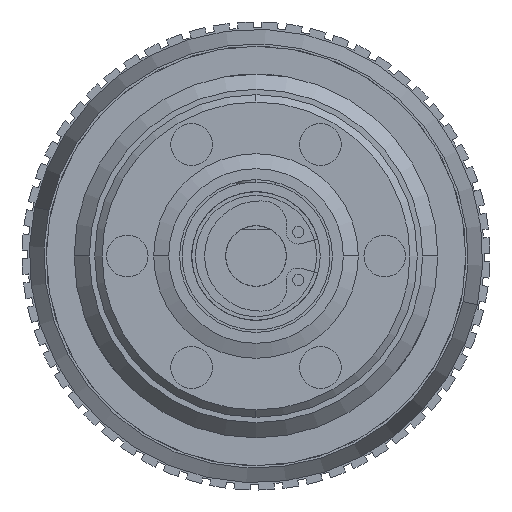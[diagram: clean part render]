
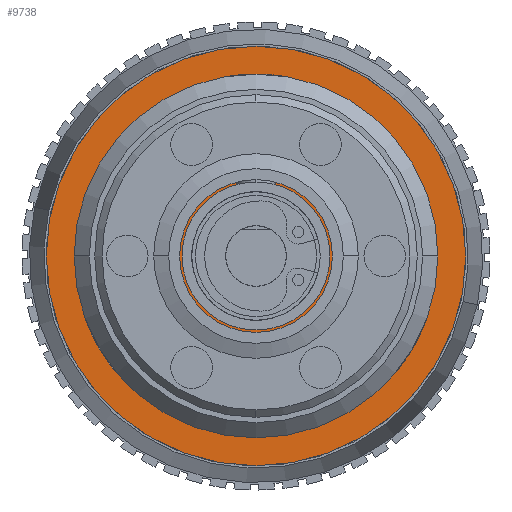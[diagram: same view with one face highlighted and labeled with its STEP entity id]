
A CAD part, front view. The second image highlights one B-rep face of the part: STEP entity #9738.
In plain terms, the highlighted planar face has unit normal (0, -1, 0).
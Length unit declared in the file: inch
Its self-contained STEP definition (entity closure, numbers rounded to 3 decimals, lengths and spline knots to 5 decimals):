
#1083 = EDGE_CURVE ( 'NONE', #24175, #24285, #15631, .T. ) ;
#1088 = EDGE_CURVE ( 'NONE', #23626, #23742, #15635, .T. ) ;
#1109 = EDGE_CURVE ( 'NONE', #24285, #24175, #15662, .T. ) ;
#1145 = EDGE_CURVE ( 'NONE', #23742, #23626, #15711, .T. ) ;
#2690 = FACE_OUTER_BOUND ( 'NONE', #14382, .T. ) ;
#2720 = FACE_BOUND ( 'NONE', #14329, .T. ) ;
#3263 = ORIENTED_EDGE ( 'NONE', *, *, #1109, .F. ) ;
#3265 = ORIENTED_EDGE ( 'NONE', *, *, #1083, .F. ) ;
#3267 = ORIENTED_EDGE ( 'NONE', *, *, #1088, .F. ) ;
#3269 = ORIENTED_EDGE ( 'NONE', *, *, #1145, .F. ) ;
#7489 = AXIS2_PLACEMENT_3D ( 'NONE', #28462, #28328, #28326 ) ;
#7494 = AXIS2_PLACEMENT_3D ( 'NONE', #28382, #28115, #28113 ) ;
#7512 = AXIS2_PLACEMENT_3D ( 'NONE', #28521, #27611, #27604 ) ;
#7544 = AXIS2_PLACEMENT_3D ( 'NONE', #27771, #28599, #28601 ) ;
#8117 = AXIS2_PLACEMENT_3D ( 'NONE', #25186, #25198, #25199 ) ;
#9738 = ADVANCED_FACE ( 'NONE', ( #2690, #2720 ), #25187, .F. ) ;
#13654 = CARTESIAN_POINT ( 'NONE',  ( -0.865, 5.90165, 0. ) ) ;
#13732 = CARTESIAN_POINT ( 'NONE',  ( 0.865, 5.90165, 0. ) ) ;
#14329 = EDGE_LOOP ( 'NONE', ( #3267, #3269 ) ) ;
#14382 = EDGE_LOOP ( 'NONE', ( #3263, #3265 ) ) ;
#15631 = CIRCLE ( 'NONE', #7489, 0.865 ) ;
#15635 = CIRCLE ( 'NONE', #7494, 0.23622 ) ;
#15662 = CIRCLE ( 'NONE', #7512, 0.865 ) ;
#15711 = CIRCLE ( 'NONE', #7544, 0.23622 ) ;
#22444 = CARTESIAN_POINT ( 'NONE',  ( 0.23622, 5.90165, 0. ) ) ;
#22591 = CARTESIAN_POINT ( 'NONE',  ( -0.23622, 5.90165, 0. ) ) ;
#23626 = VERTEX_POINT ( 'NONE', #22591 ) ;
#23742 = VERTEX_POINT ( 'NONE', #22444 ) ;
#24175 = VERTEX_POINT ( 'NONE', #13732 ) ;
#24285 = VERTEX_POINT ( 'NONE', #13654 ) ;
#25186 = CARTESIAN_POINT ( 'NONE',  ( 0., 5.90165, 0. ) ) ;
#25187 = PLANE ( 'NONE',  #8117 ) ;
#25198 = DIRECTION ( 'NONE',  ( 0., 1., 0. ) ) ;
#25199 = DIRECTION ( 'NONE',  ( -1., 0., 0. ) ) ;
#27604 = DIRECTION ( 'NONE',  ( -1., 0., 0. ) ) ;
#27611 = DIRECTION ( 'NONE',  ( 0., 1., 0. ) ) ;
#27771 = CARTESIAN_POINT ( 'NONE',  ( 0., 5.90165, 0. ) ) ;
#28113 = DIRECTION ( 'NONE',  ( -1., 0., 0. ) ) ;
#28115 = DIRECTION ( 'NONE',  ( 0., -1., 0. ) ) ;
#28326 = DIRECTION ( 'NONE',  ( -1., 0., 0. ) ) ;
#28328 = DIRECTION ( 'NONE',  ( 0., 1., 0. ) ) ;
#28382 = CARTESIAN_POINT ( 'NONE',  ( 0., 5.90165, 0. ) ) ;
#28462 = CARTESIAN_POINT ( 'NONE',  ( 0., 5.90165, 0. ) ) ;
#28521 = CARTESIAN_POINT ( 'NONE',  ( 0., 5.90165, 0. ) ) ;
#28599 = DIRECTION ( 'NONE',  ( 0., -1., 0. ) ) ;
#28601 = DIRECTION ( 'NONE',  ( -1., 0., 0. ) ) ;
